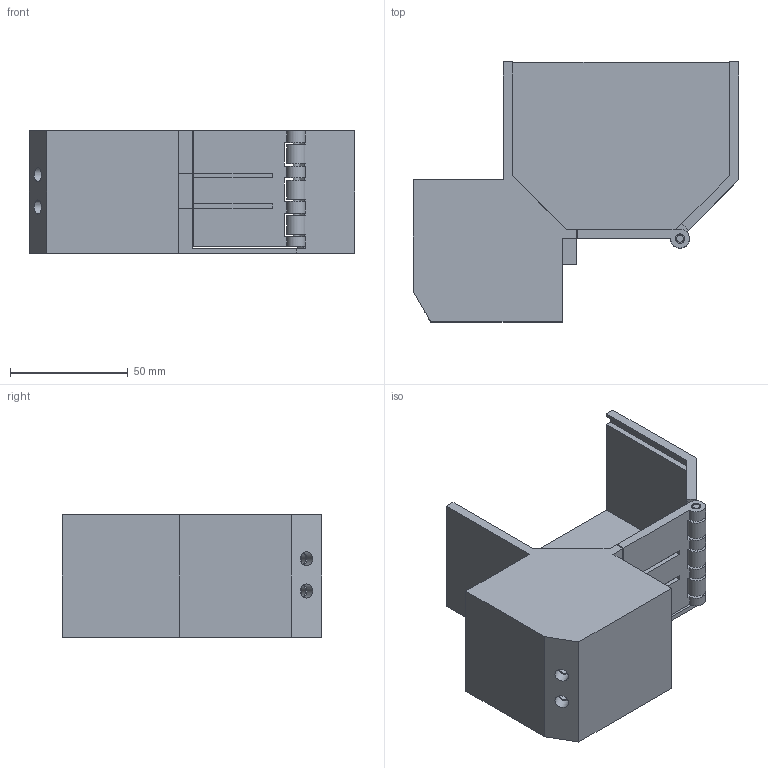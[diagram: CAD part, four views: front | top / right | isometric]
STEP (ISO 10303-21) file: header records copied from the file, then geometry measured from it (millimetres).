
FILE_DESCRIPTION(/* description */ ('','CAx-IF Rec.Pracs.---Representation and Presentation of Product Manufacturing Information (PMI)---4.0---2014-10-13'),/* implementation_level */ '2;1');
FILE_NAME(/* name */ 'XOR Game v6.step',/* time_stamp */ '2025-02-15T18:25:37Z',/* author */ (''),/* organization */ (''),/* preprocessor_version */ 'ST-DEVELOPER v20',/* originating_system */ 'Autodesk Translation Framework v13.20.0.188',/* authorisation */ '');
FILE_SCHEMA (('AP242_MANAGED_MODEL_BASED_3D_ENGINEERING_MIM_LF { 1 0 10303 442 1 1 4 }'));
Length unit declared in the file: millimetre
Products named in the file (1): XOR Game
Bounding box: 138.31 x 110.33 x 52 mm (x, y, z)
Volume: 231822 mm3; surface area: 57659.5 mm2
Topology: 2 solids, 2 shells, 137 faces, 393 edges, 259 vertices
Faces by surface type: plane 80, cylinder 30, bspline 17, torus 8, cone 2
Full cylindrical faces by diameter (mm): 2 x2, 3 x4, 4 x4, 5 x11, 6 x2
Entity records: 5218 total; most frequent: CARTESIAN_POINT 1592, ORIENTED_EDGE 786, DIRECTION 699, EDGE_CURVE 393, VERTEX_POINT 259, LINE 245, VECTOR 245, AXIS2_PLACEMENT_3D 227
